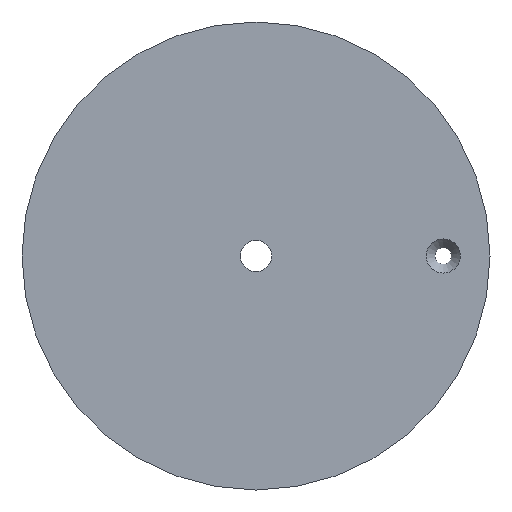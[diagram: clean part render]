
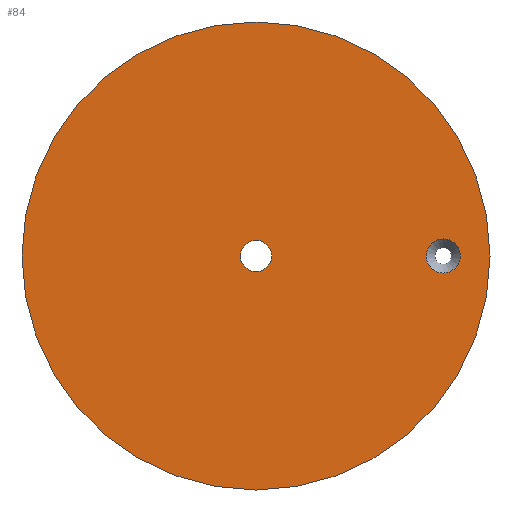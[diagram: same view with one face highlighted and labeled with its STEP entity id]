
A CAD part, front view. The second image highlights one B-rep face of the part: STEP entity #84.
In plain terms, the highlighted planar face has unit normal (0, -1, 0).
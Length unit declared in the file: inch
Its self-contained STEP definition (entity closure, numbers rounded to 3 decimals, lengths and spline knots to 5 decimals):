
#19=FACE_BOUND('',#34,.T.);
#20=FACE_BOUND('',#35,.T.);
#27=FACE_OUTER_BOUND('',#33,.T.);
#33=EDGE_LOOP('',(#68));
#34=EDGE_LOOP('',(#69));
#35=EDGE_LOOP('',(#70));
#47=CIRCLE('',#99,3.75);
#48=CIRCLE('',#100,0.25);
#49=CIRCLE('',#101,0.274);
#54=VERTEX_POINT('',#141);
#55=VERTEX_POINT('',#143);
#56=VERTEX_POINT('',#145);
#61=EDGE_CURVE('',#54,#54,#47,.T.);
#62=EDGE_CURVE('',#55,#55,#48,.T.);
#63=EDGE_CURVE('',#56,#56,#49,.T.);
#68=ORIENTED_EDGE('',*,*,#61,.F.);
#69=ORIENTED_EDGE('',*,*,#62,.F.);
#70=ORIENTED_EDGE('',*,*,#63,.F.);
#82=PLANE('',#98);
#84=ADVANCED_FACE('',(#27,#19,#20),#82,.F.);
#98=AXIS2_PLACEMENT_3D('',#140,#113,#114);
#99=AXIS2_PLACEMENT_3D('',#142,#115,#116);
#100=AXIS2_PLACEMENT_3D('',#144,#117,#118);
#101=AXIS2_PLACEMENT_3D('',#146,#119,#120);
#113=DIRECTION('center_axis',(0.,1.,0.));
#114=DIRECTION('ref_axis',(1.,0.,0.));
#115=DIRECTION('center_axis',(0.,1.,0.));
#116=DIRECTION('ref_axis',(1.,0.,0.));
#117=DIRECTION('center_axis',(0.,-1.,0.));
#118=DIRECTION('ref_axis',(1.,0.,0.));
#119=DIRECTION('center_axis',(0.,-1.,0.));
#120=DIRECTION('ref_axis',(0.,0.,-1.));
#140=CARTESIAN_POINT('Origin',(0.,0.,0.));
#141=CARTESIAN_POINT('',(3.75,0.,0.));
#142=CARTESIAN_POINT('Origin',(0.,0.,0.));
#143=CARTESIAN_POINT('',(0.25,0.,0.));
#144=CARTESIAN_POINT('Origin',(0.,0.,0.));
#145=CARTESIAN_POINT('',(3.,0.,-0.274));
#146=CARTESIAN_POINT('Origin',(3.,0.,0.));
